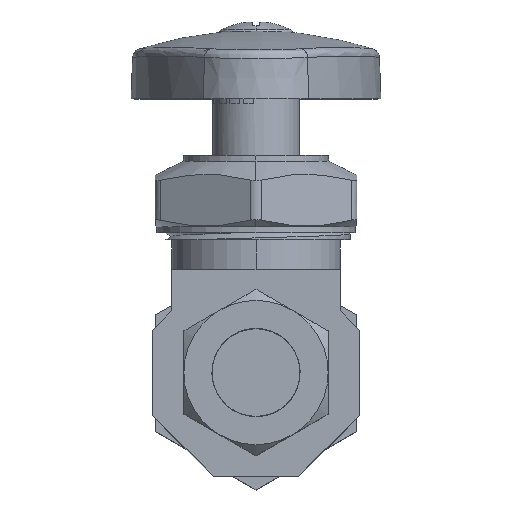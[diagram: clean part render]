
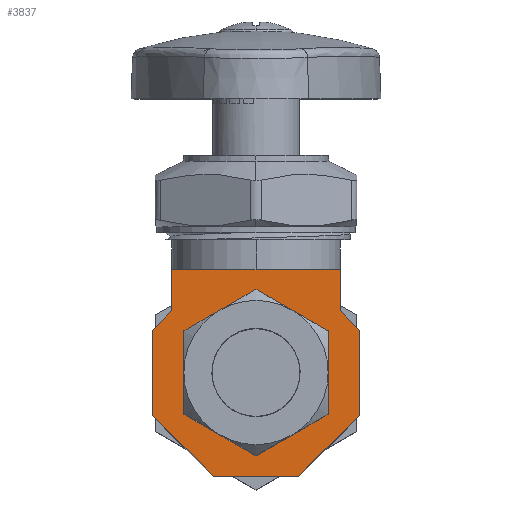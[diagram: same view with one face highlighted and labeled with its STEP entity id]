
A CAD part, top view. The second image highlights one B-rep face of the part: STEP entity #3837.
In plain terms, the highlighted planar face has unit normal (0, 0, 1).
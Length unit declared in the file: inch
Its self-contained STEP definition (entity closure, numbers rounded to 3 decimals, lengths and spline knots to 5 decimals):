
#892=DIRECTION('',(0.,-1.,0.));
#893=VECTOR('',#892,0.17964);
#894=CARTESIAN_POINT('',(0.365,0.4475,0.41));
#895=LINE('',#894,#893);
#938=DIRECTION('',(0.,1.,0.));
#939=VECTOR('',#938,0.17964);
#940=CARTESIAN_POINT('',(-0.365,0.26786,0.41));
#941=LINE('',#940,#939);
#960=DIRECTION('',(1.,0.,0.));
#961=VECTOR('',#960,0.73);
#962=CARTESIAN_POINT('',(-0.365,0.4475,0.41));
#963=LINE('',#962,#961);
#964=DIRECTION('',(0.707,0.707,0.));
#965=VECTOR('',#964,0.11667);
#966=CARTESIAN_POINT('',(-0.4475,0.18536,0.41));
#967=LINE('',#966,#965);
#968=DIRECTION('',(0.707,-0.707,0.));
#969=VECTOR('',#968,0.11667);
#970=CARTESIAN_POINT('',(0.365,0.26786,0.41));
#971=LINE('',#970,#969);
#972=DIRECTION('',(-0.707,-0.707,0.));
#973=VECTOR('',#972,0.37072);
#974=CARTESIAN_POINT('',(0.4475,-0.18536,0.41));
#975=LINE('',#974,#973);
#976=DIRECTION('',(-0.707,0.707,0.));
#977=VECTOR('',#976,0.37072);
#978=CARTESIAN_POINT('',(-0.18536,-0.4475,0.41));
#979=LINE('',#978,#977);
#980=CARTESIAN_POINT('',(0.,0.,0.41));
#981=DIRECTION('',(0.,0.,1.));
#982=DIRECTION('',(0.,1.,0.));
#983=AXIS2_PLACEMENT_3D('',#980,#981,#982);
#985=CARTESIAN_POINT('',(0.,0.,0.41));
#986=DIRECTION('',(0.,0.,1.));
#987=DIRECTION('',(0.,-1.,0.));
#988=AXIS2_PLACEMENT_3D('',#985,#986,#987);
#990=DIRECTION('',(0.,1.,0.));
#991=VECTOR('',#990,0.37072);
#992=CARTESIAN_POINT('',(-0.4475,-0.18536,0.41));
#993=LINE('',#992,#991);
#1006=DIRECTION('',(-1.,0.,0.));
#1007=VECTOR('',#1006,0.37072);
#1008=CARTESIAN_POINT('',(0.18536,-0.4475,0.41));
#1009=LINE('',#1008,#1007);
#1022=DIRECTION('',(0.,-1.,0.));
#1023=VECTOR('',#1022,0.37072);
#1024=CARTESIAN_POINT('',(0.4475,0.18536,0.41));
#1025=LINE('',#1024,#1023);
#2476=CARTESIAN_POINT('',(0.,0.28125,0.41));
#2477=VERTEX_POINT('',#2476);
#2478=CARTESIAN_POINT('',(0.,-0.28125,0.41));
#2479=VERTEX_POINT('',#2478);
#2495=CARTESIAN_POINT('',(-0.4475,0.18536,0.41));
#2496=CARTESIAN_POINT('',(-0.365,0.26786,0.41));
#2497=VERTEX_POINT('',#2495);
#2498=VERTEX_POINT('',#2496);
#2499=CARTESIAN_POINT('',(-0.4475,-0.18536,0.41));
#2500=VERTEX_POINT('',#2499);
#2501=CARTESIAN_POINT('',(-0.18536,-0.4475,0.41));
#2502=VERTEX_POINT('',#2501);
#2503=CARTESIAN_POINT('',(0.18536,-0.4475,0.41));
#2504=VERTEX_POINT('',#2503);
#2505=CARTESIAN_POINT('',(0.4475,-0.18536,0.41));
#2506=VERTEX_POINT('',#2505);
#2507=CARTESIAN_POINT('',(0.4475,0.18536,0.41));
#2508=VERTEX_POINT('',#2507);
#2509=CARTESIAN_POINT('',(0.365,0.26786,0.41));
#2510=VERTEX_POINT('',#2509);
#2511=CARTESIAN_POINT('',(0.365,0.4475,0.41));
#2512=VERTEX_POINT('',#2511);
#2513=CARTESIAN_POINT('',(-0.365,0.4475,0.41));
#2514=VERTEX_POINT('',#2513);
#3807=CARTESIAN_POINT('',(0.,0.,0.41));
#3808=DIRECTION('',(0.,0.,1.));
#3809=DIRECTION('',(0.,-1.,0.));
#3810=AXIS2_PLACEMENT_3D('',#3807,#3808,#3809);
#3811=PLANE('',#3810);
#3813=ORIENTED_EDGE('',*,*,#3812,.T.);
#3814=ORIENTED_EDGE('',*,*,#3771,.T.);
#3815=ORIENTED_EDGE('',*,*,#3789,.T.);
#3816=ORIENTED_EDGE('',*,*,#3724,.T.);
#3818=ORIENTED_EDGE('',*,*,#3817,.T.);
#3820=ORIENTED_EDGE('',*,*,#3819,.T.);
#3822=ORIENTED_EDGE('',*,*,#3821,.T.);
#3824=ORIENTED_EDGE('',*,*,#3823,.T.);
#3826=ORIENTED_EDGE('',*,*,#3825,.T.);
#3828=ORIENTED_EDGE('',*,*,#3827,.T.);
#3829=EDGE_LOOP('',(#3813,#3814,#3815,#3816,#3818,#3820,#3822,#3824,#3826,
#3828));
#3830=FACE_OUTER_BOUND('',#3829,.F.);
#3832=ORIENTED_EDGE('',*,*,#3831,.T.);
#3834=ORIENTED_EDGE('',*,*,#3833,.T.);
#3835=EDGE_LOOP('',(#3832,#3834));
#3836=FACE_BOUND('',#3835,.F.);
#3837=ADVANCED_FACE('',(#3830,#3836),#3811,.T.);
#984=CIRCLE('',#983,0.28125);
#989=CIRCLE('',#988,0.28125);
#3724=EDGE_CURVE('',#2512,#2510,#895,.T.);
#3771=EDGE_CURVE('',#2498,#2514,#941,.T.);
#3789=EDGE_CURVE('',#2514,#2512,#963,.T.);
#3812=EDGE_CURVE('',#2497,#2498,#967,.T.);
#3817=EDGE_CURVE('',#2510,#2508,#971,.T.);
#3819=EDGE_CURVE('',#2508,#2506,#1025,.T.);
#3821=EDGE_CURVE('',#2506,#2504,#975,.T.);
#3823=EDGE_CURVE('',#2504,#2502,#1009,.T.);
#3825=EDGE_CURVE('',#2502,#2500,#979,.T.);
#3827=EDGE_CURVE('',#2500,#2497,#993,.T.);
#3831=EDGE_CURVE('',#2477,#2479,#984,.T.);
#3833=EDGE_CURVE('',#2479,#2477,#989,.T.);
